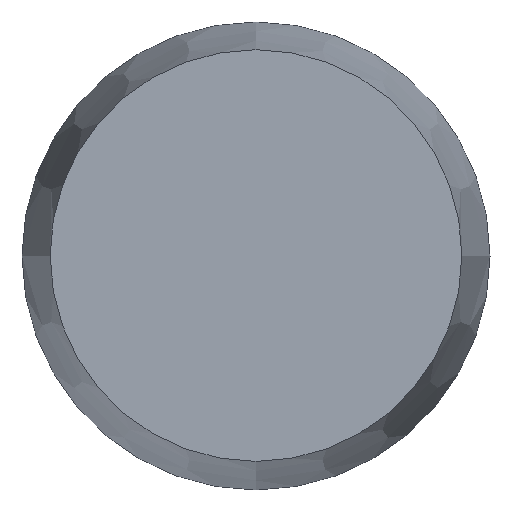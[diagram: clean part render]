
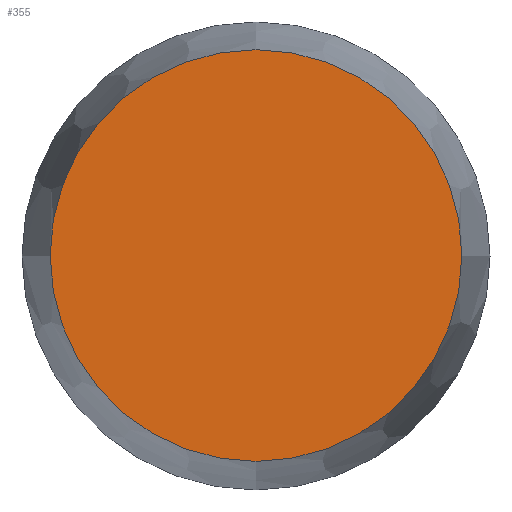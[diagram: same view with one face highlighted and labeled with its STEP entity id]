
A CAD part, top view. The second image highlights one B-rep face of the part: STEP entity #355.
In plain terms, the highlighted planar face has unit normal (0, 0, 1).
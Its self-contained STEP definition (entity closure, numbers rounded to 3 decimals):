
#130=CARTESIAN_POINT('',(0.,0.,6.));
#131=DIRECTION('',(0.,0.,1.));
#132=DIRECTION('',(1.,0.,0.));
#133=AXIS2_PLACEMENT_3D('',#130,#131,#132);
#138=CARTESIAN_POINT('',(0.,0.,6.));
#139=DIRECTION('',(0.,0.,1.));
#140=DIRECTION('',(-1.,0.,0.));
#141=AXIS2_PLACEMENT_3D('',#138,#139,#140);
#272=CARTESIAN_POINT('',(4.75,0.,6.));
#273=CARTESIAN_POINT('',(-4.75,0.,6.));
#274=VERTEX_POINT('',#272);
#275=VERTEX_POINT('',#273);
#346=CARTESIAN_POINT('',(0.,0.,6.));
#347=DIRECTION('',(0.,0.,1.));
#348=DIRECTION('',(1.,0.,0.));
#349=AXIS2_PLACEMENT_3D('',#346,#347,#348);
#350=PLANE('',#349);
#351=ORIENTED_EDGE('',*,*,#326,.F.);
#352=ORIENTED_EDGE('',*,*,#340,.F.);
#353=EDGE_LOOP('',(#351,#352));
#354=FACE_OUTER_BOUND('',#353,.F.);
#355=ADVANCED_FACE('',(#354),#350,.T.);
#134=CIRCLE('',#133,4.75);
#142=CIRCLE('',#141,4.75);
#326=EDGE_CURVE('',#274,#275,#134,.T.);
#340=EDGE_CURVE('',#275,#274,#142,.T.);
